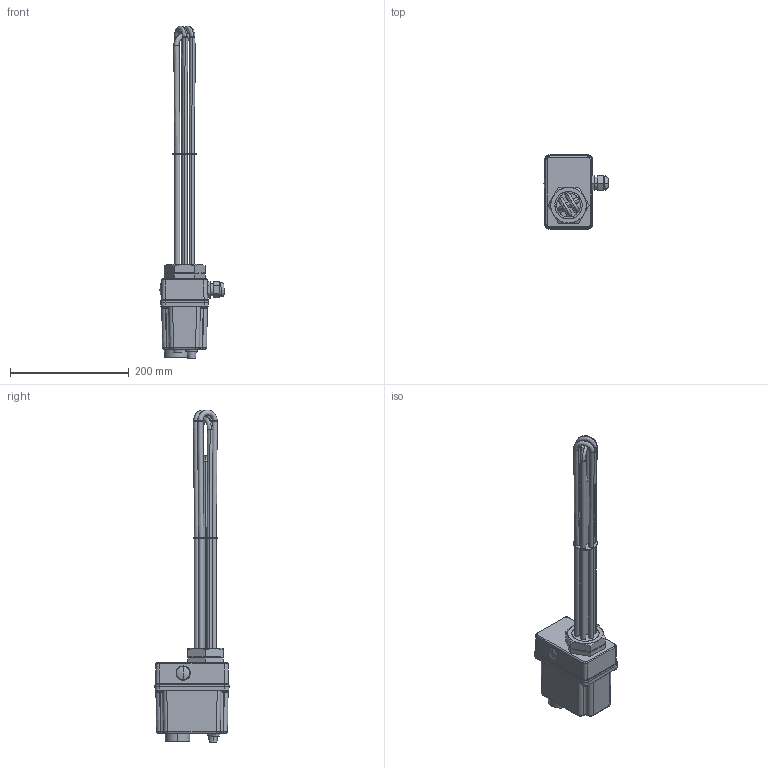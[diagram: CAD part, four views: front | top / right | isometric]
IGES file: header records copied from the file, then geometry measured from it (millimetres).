
Start section: SolidWorks IGES file using analytic representation for surfaces
Global section: file name: TRG 22.IGS; native system: SolidWorks 2013; preprocessor: SolidWorks 2013; author: jelinekm; date: 130219.092522; units: millimetre
Bounding box: 108.3 x 125 x 560.33 mm (x, y, z)
Surface area: 183555.7 mm2 (no closed solid volume)
Topology: 0 solids, 0 shells, 492 faces, 5471 edges, 5462 vertices
Faces by surface type: bspline 289, revolution 203
